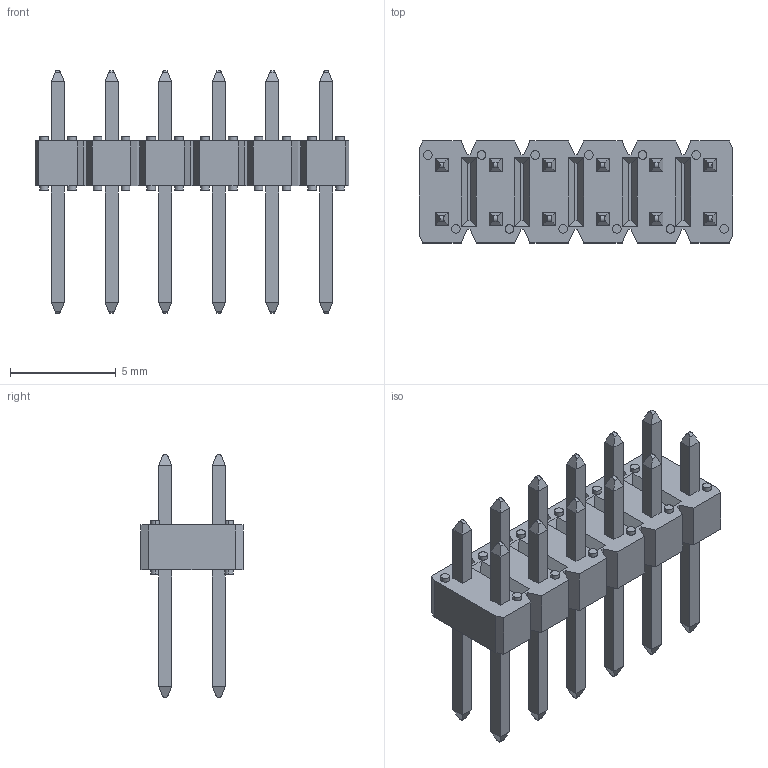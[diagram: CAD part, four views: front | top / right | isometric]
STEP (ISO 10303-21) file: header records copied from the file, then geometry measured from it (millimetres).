
FILE_DESCRIPTION(('STEP AP242'),'1');
FILE_NAME('7731311812lf.stp','2019-10-13T16:58:51',('TraceParts'),('TraceParts S.A.'),'Spatial InterOp 3D',' ',' ');
FILE_SCHEMA(('AP242_MANAGED_MODEL_BASED_3D_ENGINEERING_MIM_LF {1 0 10303 442 1 1 4}'));
Length unit declared in the file: millimetre
Products named in the file (1): 7731311812lf_1
Bounding box: 14.84 x 4.83 x 11.5 mm (x, y, z)
Volume: 181.4 mm3; surface area: 647.9 mm2
Topology: 13 solids, 13 shells, 388 faces, 888 edges, 560 vertices
Faces by surface type: plane 316, cylinder 72
Entity records: 11251 total; most frequent: CARTESIAN_POINT 2425, ORIENTED_EDGE 1776, DIRECTION 1738, EDGE_CURVE 888, LINE 744, VECTOR 744, VERTEX_POINT 560, AXIS2_PLACEMENT_3D 497
